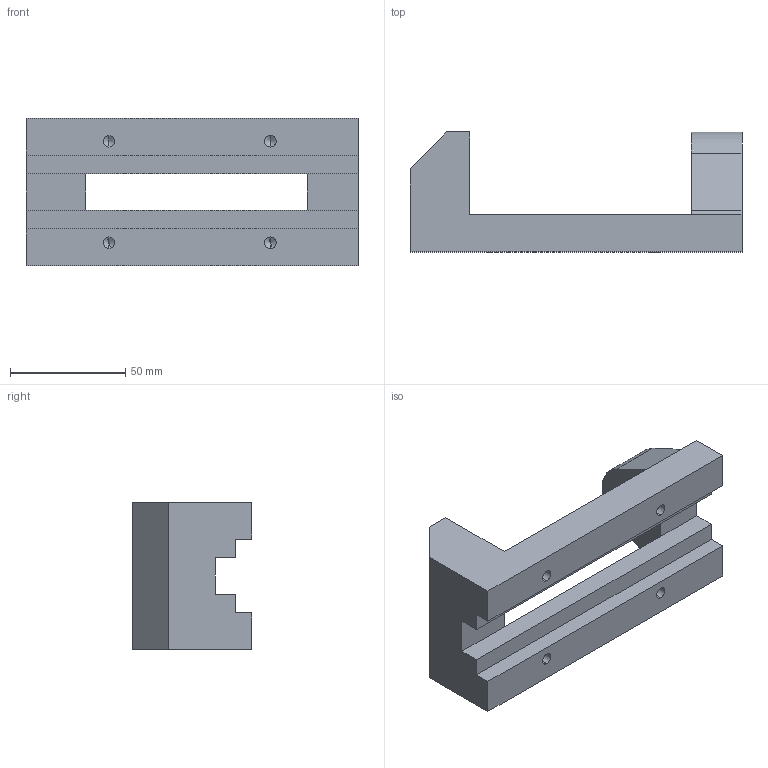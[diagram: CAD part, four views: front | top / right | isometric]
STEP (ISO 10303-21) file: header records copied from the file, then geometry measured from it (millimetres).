
FILE_DESCRIPTION (( 'STEP AP214' ), '1' );
FILE_NAME ('Vice Body.STEP', '2025-02-11T18:51:35', ( '' ), ( '' ), 'SwSTEP 2.0', 'SolidWorks 2024', '' );
FILE_SCHEMA (( 'AUTOMOTIVE_DESIGN' ));
Length unit declared in the file: millimetre
Products named in the file (1): Vice Body
Bounding box: 144 x 52 x 64 mm (x, y, z)
Volume: 169611.7 mm3; surface area: 36356.2 mm2
Topology: 1 solids, 1 shells, 43 faces, 117 edges, 70 vertices
Faces by surface type: plane 22, cylinder 13, cone 8
Entity records: 1316 total; most frequent: DIRECTION 223, CARTESIAN_POINT 223, ORIENTED_EDGE 218, EDGE_CURVE 109, VECTOR 83, LINE 83, AXIS2_PLACEMENT_3D 70, VERTEX_POINT 70
